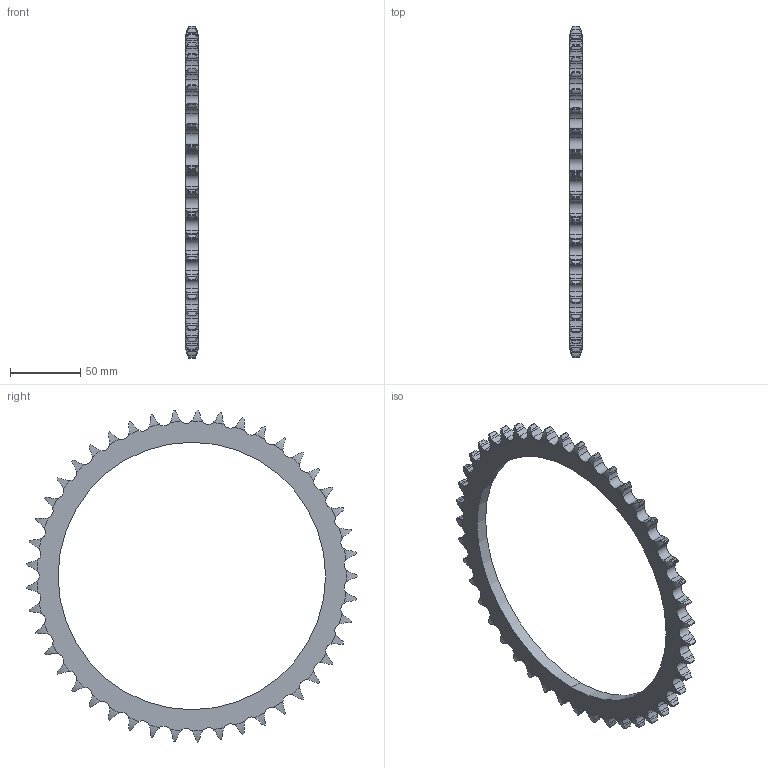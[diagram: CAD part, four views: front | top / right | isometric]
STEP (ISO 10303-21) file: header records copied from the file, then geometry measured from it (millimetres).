
FILE_DESCRIPTION (( 'STEP AP203' ), '1' );
FILE_NAME ('Eccentric Drive Sproket - 45T.STEP', '2014-11-30T20:56:54', ( '' ), ( '' ), 'SwSTEP 2.0', 'SolidWorks 2014', '' );
FILE_SCHEMA (( 'CONFIG_CONTROL_DESIGN' ));
Length unit declared in the file: inch
Products named in the file (1): Eccentric Drive Sproket - 45T
Bounding box: 8.71 x 236.29 x 236.43 mm (x, y, z)
Volume: 93215.6 mm3; surface area: 36341.3 mm2
Topology: 1 solids, 1 shells, 479 faces, 1431 edges, 954 vertices
Faces by surface type: cylinder 295, torus 92, plane 92
Entity records: 17238 total; most frequent: CARTESIAN_POINT 5441, ORIENTED_EDGE 2862, DIRECTION 1949, EDGE_CURVE 1431, VERTEX_POINT 954, AXIS2_PLACEMENT_3D 782, B_SPLINE_CURVE_WITH_KNOTS 744, EDGE_LOOP 481
